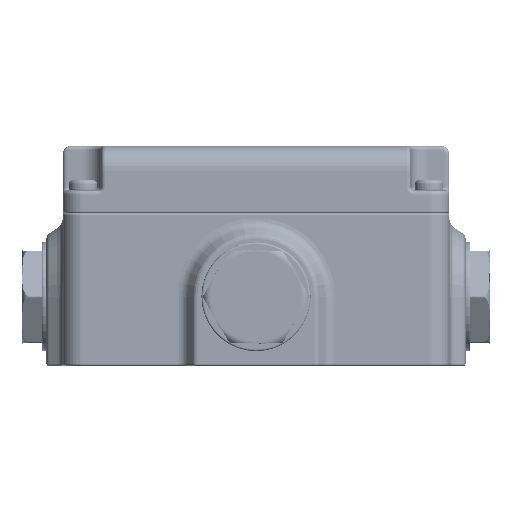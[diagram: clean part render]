
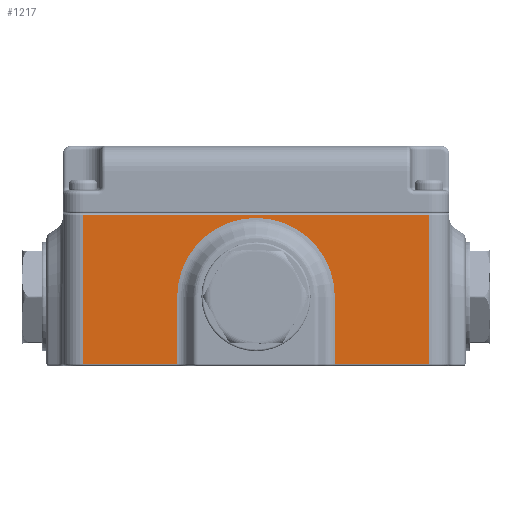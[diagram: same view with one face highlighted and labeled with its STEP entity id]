
A CAD part, front view. The second image highlights one B-rep face of the part: STEP entity #1217.
In plain terms, the highlighted planar face has unit normal (0, -1, 0).
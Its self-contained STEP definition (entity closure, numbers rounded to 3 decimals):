
#1217 = ADVANCED_FACE ( 'NONE', ( #74176 ), #136282, .F. ) ;
#2454 = EDGE_CURVE ( 'NONE', #120640, #12999, #61942, .T. ) ;
#4101 = CARTESIAN_POINT ( 'NONE',  ( 0., -190.5, 36.363 ) ) ;
#4347 = VECTOR ( 'NONE', #150195, 1000. ) ;
#6447 = DIRECTION ( 'NONE',  ( 1., 0., 0. ) ) ;
#7544 = CARTESIAN_POINT ( 'NONE',  ( 42.5, -190.5, 37. ) ) ;
#8093 = LINE ( 'NONE', #19543, #148642 ) ;
#12999 = VERTEX_POINT ( 'NONE', #105586 ) ;
#15542 = CARTESIAN_POINT ( 'NONE',  ( 0., -190.5, 17. ) ) ;
#19543 = CARTESIAN_POINT ( 'NONE',  ( -19.363, -190.5, 0.5 ) ) ;
#24246 = CARTESIAN_POINT ( 'NONE',  ( -47.5, -190.5, 40. ) ) ;
#25169 = DIRECTION ( 'NONE',  ( 0., 1., 0. ) ) ;
#26701 = LINE ( 'NONE', #29115, #70860 ) ;
#28020 = AXIS2_PLACEMENT_3D ( 'NONE', #37467, #25169, #52931 ) ;
#29115 = CARTESIAN_POINT ( 'NONE',  ( -19.363, -190.5, 17. ) ) ;
#36914 = DIRECTION ( 'NONE',  ( 0., 1., 0. ) ) ;
#37467 = CARTESIAN_POINT ( 'NONE',  ( 0., -190.5, 17. ) ) ;
#41447 = VERTEX_POINT ( 'NONE', #79103 ) ;
#46736 = CARTESIAN_POINT ( 'NONE',  ( -19.363, -190.5, 0.5 ) ) ;
#49060 = CARTESIAN_POINT ( 'NONE',  ( 19.363, -190.5, 17. ) ) ;
#50421 = DIRECTION ( 'NONE',  ( 0., 1., 0. ) ) ;
#50768 = DIRECTION ( 'NONE',  ( 0., 0., 1. ) ) ;
#51204 = DIRECTION ( 'NONE',  ( 0., 0., 1. ) ) ;
#52931 = DIRECTION ( 'NONE',  ( 0., 0., 1. ) ) ;
#54831 = VECTOR ( 'NONE', #160072, 1000. ) ;
#56773 = CIRCLE ( 'NONE', #28020, 19.363 ) ;
#60522 = CARTESIAN_POINT ( 'NONE',  ( -42.5, -190.5, 37. ) ) ;
#61523 = VECTOR ( 'NONE', #107196, 1000. ) ;
#61942 = LINE ( 'NONE', #125674, #4347 ) ;
#63180 = EDGE_LOOP ( 'NONE', ( #135503, #116425, #121111, #94509, #79775, #117294, #138910, #114345, #128920 ) ) ;
#70860 = VECTOR ( 'NONE', #126476, 1000. ) ;
#72463 = CARTESIAN_POINT ( 'NONE',  ( 42.5, -190.5, 0.5 ) ) ;
#74176 = FACE_OUTER_BOUND ( 'NONE', #63180, .T. ) ;
#78016 = EDGE_CURVE ( 'NONE', #41447, #146053, #8093, .T. ) ;
#79103 = CARTESIAN_POINT ( 'NONE',  ( -42.5, -190.5, 0.5 ) ) ;
#79775 = ORIENTED_EDGE ( 'NONE', *, *, #161196, .T. ) ;
#80395 = VERTEX_POINT ( 'NONE', #4101 ) ;
#94509 = ORIENTED_EDGE ( 'NONE', *, *, #137134, .T. ) ;
#99110 = DIRECTION ( 'NONE',  ( 1., 0., 0. ) ) ;
#100431 = VERTEX_POINT ( 'NONE', #108912 ) ;
#100515 = EDGE_CURVE ( 'NONE', #12999, #130208, #112139, .T. ) ;
#102213 = DIRECTION ( 'NONE',  ( 0., 0., 1. ) ) ;
#102840 = EDGE_CURVE ( 'NONE', #130208, #114800, #137378, .T. ) ;
#105586 = CARTESIAN_POINT ( 'NONE',  ( 19.363, -190.5, 0.5 ) ) ;
#107196 = DIRECTION ( 'NONE',  ( 0., 0., -1. ) ) ;
#108912 = CARTESIAN_POINT ( 'NONE',  ( -19.363, -190.5, 17. ) ) ;
#109225 = EDGE_CURVE ( 'NONE', #80395, #120640, #140443, .T. ) ;
#110187 = CARTESIAN_POINT ( 'NONE',  ( -47.5, -190.5, 37. ) ) ;
#112139 = LINE ( 'NONE', #148139, #115009 ) ;
#114345 = ORIENTED_EDGE ( 'NONE', *, *, #145164, .T. ) ;
#114800 = VERTEX_POINT ( 'NONE', #7544 ) ;
#115009 = VECTOR ( 'NONE', #99110, 1000. ) ;
#116425 = ORIENTED_EDGE ( 'NONE', *, *, #100515, .T. ) ;
#117294 = ORIENTED_EDGE ( 'NONE', *, *, #78016, .T. ) ;
#119459 = LINE ( 'NONE', #130900, #61523 ) ;
#120591 = VERTEX_POINT ( 'NONE', #60522 ) ;
#120640 = VERTEX_POINT ( 'NONE', #49060 ) ;
#121111 = ORIENTED_EDGE ( 'NONE', *, *, #102840, .T. ) ;
#124343 = CARTESIAN_POINT ( 'NONE',  ( 42.5, -190.5, 40. ) ) ;
#124881 = LINE ( 'NONE', #110187, #54831 ) ;
#125674 = CARTESIAN_POINT ( 'NONE',  ( 19.363, -190.5, 0. ) ) ;
#126476 = DIRECTION ( 'NONE',  ( 0., 0., 1. ) ) ;
#127483 = AXIS2_PLACEMENT_3D ( 'NONE', #15542, #36914, #50768 ) ;
#128639 = VECTOR ( 'NONE', #102213, 1000. ) ;
#128920 = ORIENTED_EDGE ( 'NONE', *, *, #109225, .T. ) ;
#130208 = VERTEX_POINT ( 'NONE', #72463 ) ;
#130900 = CARTESIAN_POINT ( 'NONE',  ( -42.5, -190.5, 40. ) ) ;
#135503 = ORIENTED_EDGE ( 'NONE', *, *, #2454, .T. ) ;
#136282 = PLANE ( 'NONE',  #155897 ) ;
#137134 = EDGE_CURVE ( 'NONE', #114800, #120591, #124881, .T. ) ;
#137378 = LINE ( 'NONE', #124343, #128639 ) ;
#138241 = EDGE_CURVE ( 'NONE', #146053, #100431, #26701, .T. ) ;
#138910 = ORIENTED_EDGE ( 'NONE', *, *, #138241, .T. ) ;
#140443 = CIRCLE ( 'NONE', #127483, 19.363 ) ;
#145164 = EDGE_CURVE ( 'NONE', #100431, #80395, #56773, .T. ) ;
#146053 = VERTEX_POINT ( 'NONE', #46736 ) ;
#148139 = CARTESIAN_POINT ( 'NONE',  ( 42.5, -190.5, 0.5 ) ) ;
#148642 = VECTOR ( 'NONE', #6447, 1000. ) ;
#150195 = DIRECTION ( 'NONE',  ( 0., 0., -1. ) ) ;
#155897 = AXIS2_PLACEMENT_3D ( 'NONE', #24246, #50421, #51204 ) ;
#160072 = DIRECTION ( 'NONE',  ( -1., 0., 0. ) ) ;
#161196 = EDGE_CURVE ( 'NONE', #120591, #41447, #119459, .T. ) ;
